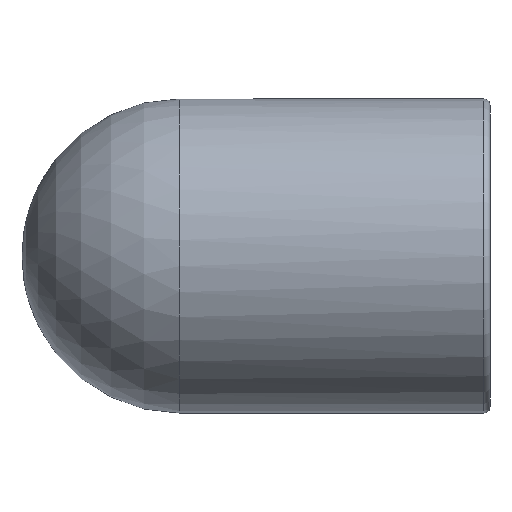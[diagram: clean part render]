
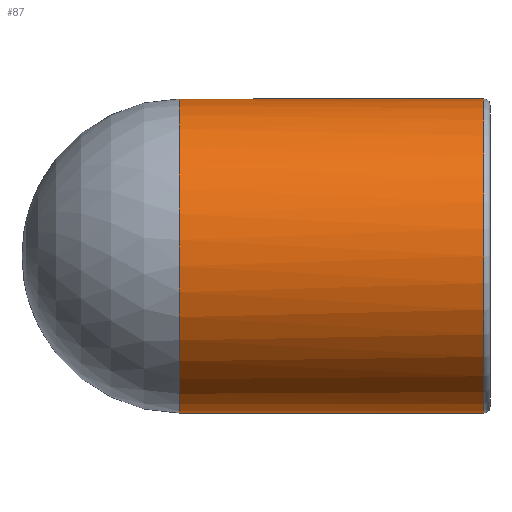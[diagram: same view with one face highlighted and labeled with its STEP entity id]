
A CAD part, left-side view. The second image highlights one B-rep face of the part: STEP entity #87.
In plain terms, the highlighted cylindrical face has radius 13.5 mm (diameter 27 mm), a full revolution.
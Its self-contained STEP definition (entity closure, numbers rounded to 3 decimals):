
#87 = ADVANCED_FACE( '', ( #185, #186 ), #187, .T. );
#185 = FACE_OUTER_BOUND( '', #319, .T. );
#186 = FACE_OUTER_BOUND( '', #320, .T. );
#187 = CYLINDRICAL_SURFACE( '', #321, 13.5 );
#319 = EDGE_LOOP( '', ( #496 ) );
#320 = EDGE_LOOP( '', ( #497, #498 ) );
#321 = AXIS2_PLACEMENT_3D( '', #499, #500, #501 );
#496 = ORIENTED_EDGE( '', *, *, #606, .F. );
#497 = ORIENTED_EDGE( '', *, *, #630, .F. );
#498 = ORIENTED_EDGE( '', *, *, #570, .T. );
#499 = CARTESIAN_POINT( '', ( 0., 0., 0. ) );
#500 = DIRECTION( '', ( 0., 1., 0. ) );
#501 = DIRECTION( '', ( 0., 0., -1. ) );
#570 = EDGE_CURVE( '', #653, #656, #658, .T. );
#606 = EDGE_CURVE( '', #716, #716, #717, .T. );
#630 = EDGE_CURVE( '', #653, #656, #750, .T. );
#653 = VERTEX_POINT( '', #776 );
#656 = VERTEX_POINT( '', #806 );
#658 = CIRCLE( '', #835, 13.5 );
#716 = VERTEX_POINT( '', #1023 );
#717 = CIRCLE( '', #1024, 13.5 );
#750 = B_SPLINE_CURVE_WITH_KNOTS( '', 3, ( #1067, #1068, #1069, #1070, #1071, #1072, #1073, #1074, #1075, #1076, #1077, #1078, #1079, #1080, #1081, #1082, #1083, #1084, #1085, #1086, #1087, #1088, #1089, #1090, #1091, #1092, #1093, #1094, #1095, #1096, #1097, #1098, #1099, #1100, #1101, #1102, #1103, #1104, #1105, #1106, #1107, #1108, #1109, #1110, #1111, #1112, #1113, #1114, #1115, #1116, #1117, #1118, #1119, #1120, #1121, #1122, #1123, #1124, #1125, #1126 ), .UNSPECIFIED., .F., .F., ( 4, 2, 2, 2, 2, 2, 2, 2, 2, 2, 2, 2, 2, 2, 2, 2, 2, 2, 2, 2, 2, 2, 2, 2, 2, 2, 2, 2, 2, 4 ), ( 0.048, 0.048, 0.049, 0.05, 0.051, 0.053, 0.054, 0.057, 0.06, 0.061, 0.063, 0.064, 0.066, 0.069, 0.072, 0.073, 0.075, 0.076, 0.078, 0.079, 0.081, 0.084, 0.085, 0.087, 0.09, 0.091, 0.093, 0.094, 0.095, 0.096 ), .UNSPECIFIED. );
#776 = CARTESIAN_POINT( '', ( 2.747, 26.721, 13.218 ) );
#806 = CARTESIAN_POINT( '', ( 2.747, 26.721, -13.218 ) );
#835 = AXIS2_PLACEMENT_3D( '', #1148, #1149, #1150 );
#1023 = CARTESIAN_POINT( '', ( 0., 0.525, -13.5 ) );
#1024 = AXIS2_PLACEMENT_3D( '', #1195, #1196, #1197 );
#1067 = CARTESIAN_POINT( '', ( 2.747, 26.721, 13.218 ) );
#1068 = CARTESIAN_POINT( '', ( 2.76, 26.597, 13.215 ) );
#1069 = CARTESIAN_POINT( '', ( 2.781, 26.473, 13.211 ) );
#1070 = CARTESIAN_POINT( '', ( 2.836, 26.231, 13.199 ) );
#1071 = CARTESIAN_POINT( '', ( 2.871, 26.113, 13.191 ) );
#1072 = CARTESIAN_POINT( '', ( 2.991, 25.764, 13.165 ) );
#1073 = CARTESIAN_POINT( '', ( 3.094, 25.538, 13.141 ) );
#1074 = CARTESIAN_POINT( '', ( 3.437, 24.882, 13.057 ) );
#1075 = CARTESIAN_POINT( '', ( 3.709, 24.479, 12.984 ) );
#1076 = CARTESIAN_POINT( '', ( 4.277, 23.699, 12.808 ) );
#1077 = CARTESIAN_POINT( '', ( 4.576, 23.323, 12.705 ) );
#1078 = CARTESIAN_POINT( '', ( 5.186, 22.588, 12.468 ) );
#1079 = CARTESIAN_POINT( '', ( 5.497, 22.227, 12.335 ) );
#1080 = CARTESIAN_POINT( '', ( 6.426, 21.175, 11.892 ) );
#1081 = CARTESIAN_POINT( '', ( 7.042, 20.506, 11.541 ) );
#1082 = CARTESIAN_POINT( '', ( 8.244, 19.218, 10.715 ) );
#1083 = CARTESIAN_POINT( '', ( 8.831, 18.6, 10.241 ) );
#1084 = CARTESIAN_POINT( '', ( 9.679, 17.714, 9.419 ) );
#1085 = CARTESIAN_POINT( '', ( 9.957, 17.425, 9.126 ) );
#1086 = CARTESIAN_POINT( '', ( 10.489, 16.873, 8.509 ) );
#1087 = CARTESIAN_POINT( '', ( 10.744, 16.609, 8.185 ) );
#1088 = CARTESIAN_POINT( '', ( 11.232, 16.105, 7.501 ) );
#1089 = CARTESIAN_POINT( '', ( 11.464, 15.866, 7.142 ) );
#1090 = CARTESIAN_POINT( '', ( 11.903, 15.415, 6.384 ) );
#1091 = CARTESIAN_POINT( '', ( 12.11, 15.202, 5.984 ) );
#1092 = CARTESIAN_POINT( '', ( 12.671, 14.627, 4.745 ) );
#1093 = CARTESIAN_POINT( '', ( 12.972, 14.319, 3.863 ) );
#1094 = CARTESIAN_POINT( '', ( 13.391, 13.891, 1.968 ) );
#1095 = CARTESIAN_POINT( '', ( 13.499, 13.781, 1.003 ) );
#1096 = CARTESIAN_POINT( '', ( 13.501, 13.779, -0.472 ) );
#1097 = CARTESIAN_POINT( '', ( 13.474, 13.806, -0.971 ) );
#1098 = CARTESIAN_POINT( '', ( 13.368, 13.914, -1.945 ) );
#1099 = CARTESIAN_POINT( '', ( 13.29, 13.994, -2.423 ) );
#1100 = CARTESIAN_POINT( '', ( 13.084, 14.205, -3.361 ) );
#1101 = CARTESIAN_POINT( '', ( 12.956, 14.336, -3.824 ) );
#1102 = CARTESIAN_POINT( '', ( 12.658, 14.641, -4.717 ) );
#1103 = CARTESIAN_POINT( '', ( 12.489, 14.813, -5.146 ) );
#1104 = CARTESIAN_POINT( '', ( 12.116, 15.196, -5.972 ) );
#1105 = CARTESIAN_POINT( '', ( 11.911, 15.406, -6.369 ) );
#1106 = CARTESIAN_POINT( '', ( 11.47, 15.86, -7.133 ) );
#1107 = CARTESIAN_POINT( '', ( 11.237, 16.1, -7.494 ) );
#1108 = CARTESIAN_POINT( '', ( 10.505, 16.856, -8.521 ) );
#1109 = CARTESIAN_POINT( '', ( 9.974, 17.406, -9.132 ) );
#1110 = CARTESIAN_POINT( '', ( 9.126, 18.292, -9.956 ) );
#1111 = CARTESIAN_POINT( '', ( 8.834, 18.599, -10.215 ) );
#1112 = CARTESIAN_POINT( '', ( 8.245, 19.221, -10.697 ) );
#1113 = CARTESIAN_POINT( '', ( 7.946, 19.538, -10.92 ) );
#1114 = CARTESIAN_POINT( '', ( 7.041, 20.507, -11.542 ) );
#1115 = CARTESIAN_POINT( '', ( 6.424, 21.177, -11.893 ) );
#1116 = CARTESIAN_POINT( '', ( 5.497, 22.227, -12.335 ) );
#1117 = CARTESIAN_POINT( '', ( 5.188, 22.585, -12.468 ) );
#1118 = CARTESIAN_POINT( '', ( 4.577, 23.323, -12.705 ) );
#1119 = CARTESIAN_POINT( '', ( 4.276, 23.701, -12.808 ) );
#1120 = CARTESIAN_POINT( '', ( 3.704, 24.485, -12.985 ) );
#1121 = CARTESIAN_POINT( '', ( 3.431, 24.893, -13.059 ) );
#1122 = CARTESIAN_POINT( '', ( 3.091, 25.544, -13.142 ) );
#1123 = CARTESIAN_POINT( '', ( 2.99, 25.767, -13.165 ) );
#1124 = CARTESIAN_POINT( '', ( 2.829, 26.235, -13.2 ) );
#1125 = CARTESIAN_POINT( '', ( 2.772, 26.476, -13.212 ) );
#1126 = CARTESIAN_POINT( '', ( 2.747, 26.721, -13.218 ) );
#1148 = CARTESIAN_POINT( '', ( 0., 26.721, 0. ) );
#1149 = DIRECTION( '', ( 0., -1., 0. ) );
#1150 = DIRECTION( '', ( 0., 0., -1. ) );
#1195 = CARTESIAN_POINT( '', ( 0., 0.525, 0. ) );
#1196 = DIRECTION( '', ( 0., -1., 0. ) );
#1197 = DIRECTION( '', ( 0., 0., -1. ) );
